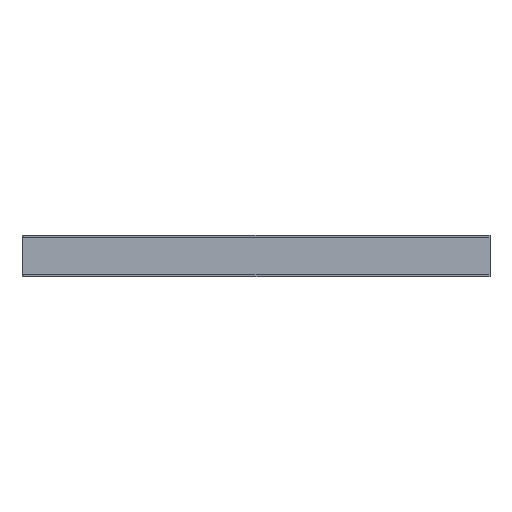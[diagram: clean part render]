
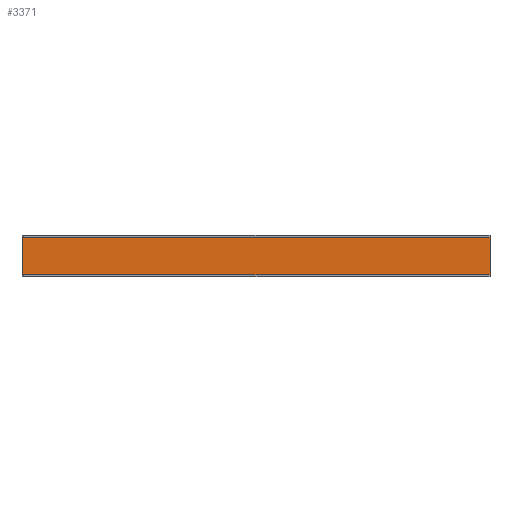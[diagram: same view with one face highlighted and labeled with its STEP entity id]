
A CAD part, top view. The second image highlights one B-rep face of the part: STEP entity #3371.
In plain terms, the highlighted planar face has unit normal (0, 0, 1).
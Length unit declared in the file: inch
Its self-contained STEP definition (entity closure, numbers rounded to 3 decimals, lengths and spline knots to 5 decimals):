
#222 = VECTOR ( 'NONE', #3515, 39.37008 ) ;
#474 = EDGE_CURVE ( 'NONE', #5515, #4253, #3343, .T. ) ;
#573 = VECTOR ( 'NONE', #8452, 39.37008 ) ;
#762 = CARTESIAN_POINT ( 'NONE',  ( 0., 3.176, -1.25 ) ) ;
#788 = CARTESIAN_POINT ( 'NONE',  ( 38., 3.176, -1.25 ) ) ;
#1010 = EDGE_CURVE ( 'NONE', #3742, #3500, #5923, .T. ) ;
#1182 = ORIENTED_EDGE ( 'NONE', *, *, #474, .F. ) ;
#1210 = LINE ( 'NONE', #2555, #2556 ) ;
#1302 = CARTESIAN_POINT ( 'NONE',  ( 0., 0.154, -1.25 ) ) ;
#1356 = VECTOR ( 'NONE', #4062, 39.37008 ) ;
#2205 = ORIENTED_EDGE ( 'NONE', *, *, #7425, .T. ) ;
#2555 = CARTESIAN_POINT ( 'NONE',  ( 38., 0.154, -1.25 ) ) ;
#2556 = VECTOR ( 'NONE', #5542, 39.37008 ) ;
#2659 = AXIS2_PLACEMENT_3D ( 'NONE', #8427, #8175, #5252 ) ;
#3104 = CARTESIAN_POINT ( 'NONE',  ( 38., 0., -1.25 ) ) ;
#3205 = ORIENTED_EDGE ( 'NONE', *, *, #3887, .F. ) ;
#3343 = LINE ( 'NONE', #8256, #1356 ) ;
#3371 = ADVANCED_FACE ( 'NONE', ( #3996 ), #6597, .T. ) ;
#3500 = VERTEX_POINT ( 'NONE', #7555 ) ;
#3515 = DIRECTION ( 'NONE',  ( 0., 1., 0. ) ) ;
#3742 = VERTEX_POINT ( 'NONE', #6821 ) ;
#3887 = EDGE_CURVE ( 'NONE', #3742, #5515, #1210, .T. ) ;
#3996 = FACE_OUTER_BOUND ( 'NONE', #5336, .T. ) ;
#4062 = DIRECTION ( 'NONE',  ( 0., 1., 0. ) ) ;
#4253 = VERTEX_POINT ( 'NONE', #762 ) ;
#4591 = ORIENTED_EDGE ( 'NONE', *, *, #1010, .T. ) ;
#5252 = DIRECTION ( 'NONE',  ( 1., 0., 0. ) ) ;
#5336 = EDGE_LOOP ( 'NONE', ( #1182, #3205, #4591, #2205 ) ) ;
#5515 = VERTEX_POINT ( 'NONE', #1302 ) ;
#5542 = DIRECTION ( 'NONE',  ( -1., 0., 0. ) ) ;
#5862 = LINE ( 'NONE', #788, #573 ) ;
#5923 = LINE ( 'NONE', #3104, #222 ) ;
#6597 = PLANE ( 'NONE',  #2659 ) ;
#6821 = CARTESIAN_POINT ( 'NONE',  ( 38., 0.154, -1.25 ) ) ;
#7425 = EDGE_CURVE ( 'NONE', #3500, #4253, #5862, .T. ) ;
#7555 = CARTESIAN_POINT ( 'NONE',  ( 38., 3.176, -1.25 ) ) ;
#8175 = DIRECTION ( 'NONE',  ( 0., 0., 1. ) ) ;
#8256 = CARTESIAN_POINT ( 'NONE',  ( 0., 0., -1.25 ) ) ;
#8427 = CARTESIAN_POINT ( 'NONE',  ( 38., 0., -1.25 ) ) ;
#8452 = DIRECTION ( 'NONE',  ( -1., 0., 0. ) ) ;
